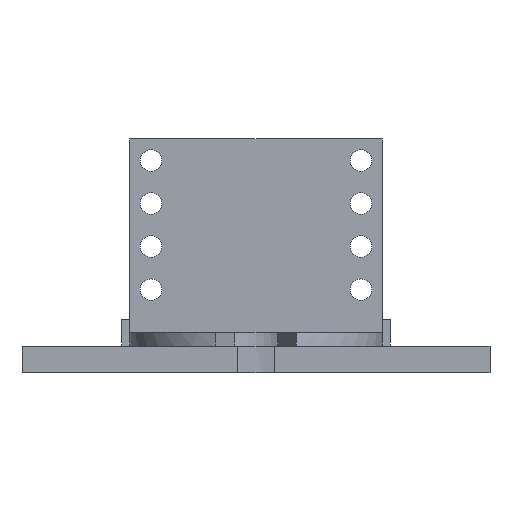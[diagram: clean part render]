
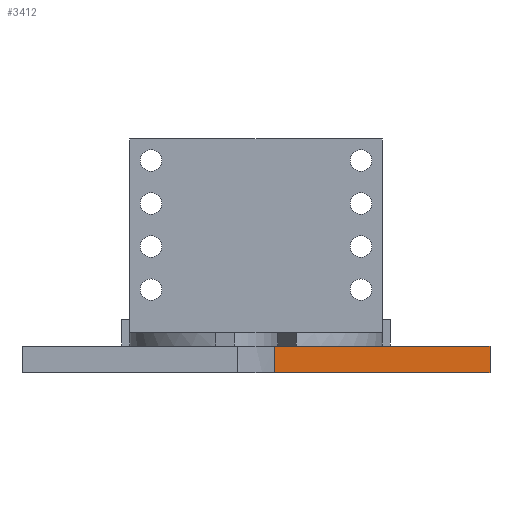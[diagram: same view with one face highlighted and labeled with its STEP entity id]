
A CAD part, front view. The second image highlights one B-rep face of the part: STEP entity #3412.
In plain terms, the highlighted planar face has unit normal (0, -1, 0).
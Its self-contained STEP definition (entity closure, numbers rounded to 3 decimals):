
#317 = PLANE('',#318);
#318 = AXIS2_PLACEMENT_3D('',#319,#320,#321);
#319 = CARTESIAN_POINT('',(34.8,78.486,4.));
#320 = DIRECTION('',(0.,0.,1.));
#321 = DIRECTION('',(1.,0.,0.));
#1341 = VERTEX_POINT('',#1342);
#1342 = CARTESIAN_POINT('',(37.55,0.,4.));
#1357 = CYLINDRICAL_SURFACE('',#1358,19.);
#1358 = AXIS2_PLACEMENT_3D('',#1359,#1360,#1361);
#1359 = CARTESIAN_POINT('',(34.8,18.8,4.));
#1360 = DIRECTION('',(0.,0.,1.));
#1361 = DIRECTION('',(1.,0.,0.));
#1369 = EDGE_CURVE('',#1341,#1370,#1372,.T.);
#1370 = VERTEX_POINT('',#1371);
#1371 = CARTESIAN_POINT('',(69.6,0.,4.));
#1372 = SURFACE_CURVE('',#1373,(#1377,#1384),.PCURVE_S1.);
#1373 = LINE('',#1374,#1375);
#1374 = CARTESIAN_POINT('',(0.,0.,4.));
#1375 = VECTOR('',#1376,1.);
#1376 = DIRECTION('',(1.,0.,0.));
#1377 = PCURVE('',#317,#1378);
#1378 = DEFINITIONAL_REPRESENTATION('',(#1379),#1383);
#1379 = LINE('',#1380,#1381);
#1380 = CARTESIAN_POINT('',(-34.8,-78.486));
#1381 = VECTOR('',#1382,1.);
#1382 = DIRECTION('',(1.,0.));
#1383 = ( GEOMETRIC_REPRESENTATION_CONTEXT(2) 
PARAMETRIC_REPRESENTATION_CONTEXT() REPRESENTATION_CONTEXT('2D SPACE',''
  ) );
#1384 = PCURVE('',#1385,#1390);
#1385 = PLANE('',#1386);
#1386 = AXIS2_PLACEMENT_3D('',#1387,#1388,#1389);
#1387 = CARTESIAN_POINT('',(0.,0.,0.));
#1388 = DIRECTION('',(0.,1.,0.));
#1389 = DIRECTION('',(1.,0.,0.));
#1390 = DEFINITIONAL_REPRESENTATION('',(#1391),#1395);
#1391 = LINE('',#1392,#1393);
#1392 = CARTESIAN_POINT('',(0.,-4.));
#1393 = VECTOR('',#1394,1.);
#1394 = DIRECTION('',(1.,0.));
#1395 = ( GEOMETRIC_REPRESENTATION_CONTEXT(2) 
PARAMETRIC_REPRESENTATION_CONTEXT() REPRESENTATION_CONTEXT('2D SPACE',''
  ) );
#1413 = PLANE('',#1414);
#1414 = AXIS2_PLACEMENT_3D('',#1415,#1416,#1417);
#1415 = CARTESIAN_POINT('',(69.6,0.,0.));
#1416 = DIRECTION('',(-1.,0.,0.));
#1417 = DIRECTION('',(0.,1.,0.));
#1777 = PLANE('',#1778);
#1778 = AXIS2_PLACEMENT_3D('',#1779,#1780,#1781);
#1779 = CARTESIAN_POINT('',(34.8,78.486,0.));
#1780 = DIRECTION('',(0.,0.,1.));
#1781 = DIRECTION('',(1.,0.,0.));
#3367 = EDGE_CURVE('',#3368,#1370,#3370,.T.);
#3368 = VERTEX_POINT('',#3369);
#3369 = CARTESIAN_POINT('',(69.6,0.,0.));
#3370 = SURFACE_CURVE('',#3371,(#3375,#3382),.PCURVE_S1.);
#3371 = LINE('',#3372,#3373);
#3372 = CARTESIAN_POINT('',(69.6,0.,0.));
#3373 = VECTOR('',#3374,1.);
#3374 = DIRECTION('',(0.,0.,1.));
#3375 = PCURVE('',#1413,#3376);
#3376 = DEFINITIONAL_REPRESENTATION('',(#3377),#3381);
#3377 = LINE('',#3378,#3379);
#3378 = CARTESIAN_POINT('',(0.,0.));
#3379 = VECTOR('',#3380,1.);
#3380 = DIRECTION('',(0.,-1.));
#3381 = ( GEOMETRIC_REPRESENTATION_CONTEXT(2) 
PARAMETRIC_REPRESENTATION_CONTEXT() REPRESENTATION_CONTEXT('2D SPACE',''
  ) );
#3382 = PCURVE('',#1385,#3383);
#3383 = DEFINITIONAL_REPRESENTATION('',(#3384),#3388);
#3384 = LINE('',#3385,#3386);
#3385 = CARTESIAN_POINT('',(69.6,0.));
#3386 = VECTOR('',#3387,1.);
#3387 = DIRECTION('',(0.,-1.));
#3388 = ( GEOMETRIC_REPRESENTATION_CONTEXT(2) 
PARAMETRIC_REPRESENTATION_CONTEXT() REPRESENTATION_CONTEXT('2D SPACE',''
  ) );
#3412 = ADVANCED_FACE('',(#3413),#1385,.F.);
#3413 = FACE_BOUND('',#3414,.F.);
#3414 = EDGE_LOOP('',(#3415,#3438,#3459,#3460));
#3415 = ORIENTED_EDGE('',*,*,#3416,.F.);
#3416 = EDGE_CURVE('',#3417,#3368,#3419,.T.);
#3417 = VERTEX_POINT('',#3418);
#3418 = CARTESIAN_POINT('',(37.55,0.,0.));
#3419 = SURFACE_CURVE('',#3420,(#3424,#3431),.PCURVE_S1.);
#3420 = LINE('',#3421,#3422);
#3421 = CARTESIAN_POINT('',(0.,0.,0.));
#3422 = VECTOR('',#3423,1.);
#3423 = DIRECTION('',(1.,0.,0.));
#3424 = PCURVE('',#1385,#3425);
#3425 = DEFINITIONAL_REPRESENTATION('',(#3426),#3430);
#3426 = LINE('',#3427,#3428);
#3427 = CARTESIAN_POINT('',(0.,0.));
#3428 = VECTOR('',#3429,1.);
#3429 = DIRECTION('',(1.,0.));
#3430 = ( GEOMETRIC_REPRESENTATION_CONTEXT(2) 
PARAMETRIC_REPRESENTATION_CONTEXT() REPRESENTATION_CONTEXT('2D SPACE',''
  ) );
#3431 = PCURVE('',#1777,#3432);
#3432 = DEFINITIONAL_REPRESENTATION('',(#3433),#3437);
#3433 = LINE('',#3434,#3435);
#3434 = CARTESIAN_POINT('',(-34.8,-78.486));
#3435 = VECTOR('',#3436,1.);
#3436 = DIRECTION('',(1.,0.));
#3437 = ( GEOMETRIC_REPRESENTATION_CONTEXT(2) 
PARAMETRIC_REPRESENTATION_CONTEXT() REPRESENTATION_CONTEXT('2D SPACE',''
  ) );
#3438 = ORIENTED_EDGE('',*,*,#3439,.T.);
#3439 = EDGE_CURVE('',#3417,#1341,#3440,.T.);
#3440 = SURFACE_CURVE('',#3441,(#3445,#3452),.PCURVE_S1.);
#3441 = LINE('',#3442,#3443);
#3442 = CARTESIAN_POINT('',(37.55,0.,4.));
#3443 = VECTOR('',#3444,1.);
#3444 = DIRECTION('',(0.,0.,1.));
#3445 = PCURVE('',#1385,#3446);
#3446 = DEFINITIONAL_REPRESENTATION('',(#3447),#3451);
#3447 = LINE('',#3448,#3449);
#3448 = CARTESIAN_POINT('',(37.55,-4.));
#3449 = VECTOR('',#3450,1.);
#3450 = DIRECTION('',(0.,-1.));
#3451 = ( GEOMETRIC_REPRESENTATION_CONTEXT(2) 
PARAMETRIC_REPRESENTATION_CONTEXT() REPRESENTATION_CONTEXT('2D SPACE',''
  ) );
#3452 = PCURVE('',#1357,#3453);
#3453 = DEFINITIONAL_REPRESENTATION('',(#3454),#3458);
#3454 = LINE('',#3455,#3456);
#3455 = CARTESIAN_POINT('',(4.858,0.));
#3456 = VECTOR('',#3457,1.);
#3457 = DIRECTION('',(0.,1.));
#3458 = ( GEOMETRIC_REPRESENTATION_CONTEXT(2) 
PARAMETRIC_REPRESENTATION_CONTEXT() REPRESENTATION_CONTEXT('2D SPACE',''
  ) );
#3459 = ORIENTED_EDGE('',*,*,#1369,.T.);
#3460 = ORIENTED_EDGE('',*,*,#3367,.F.);
